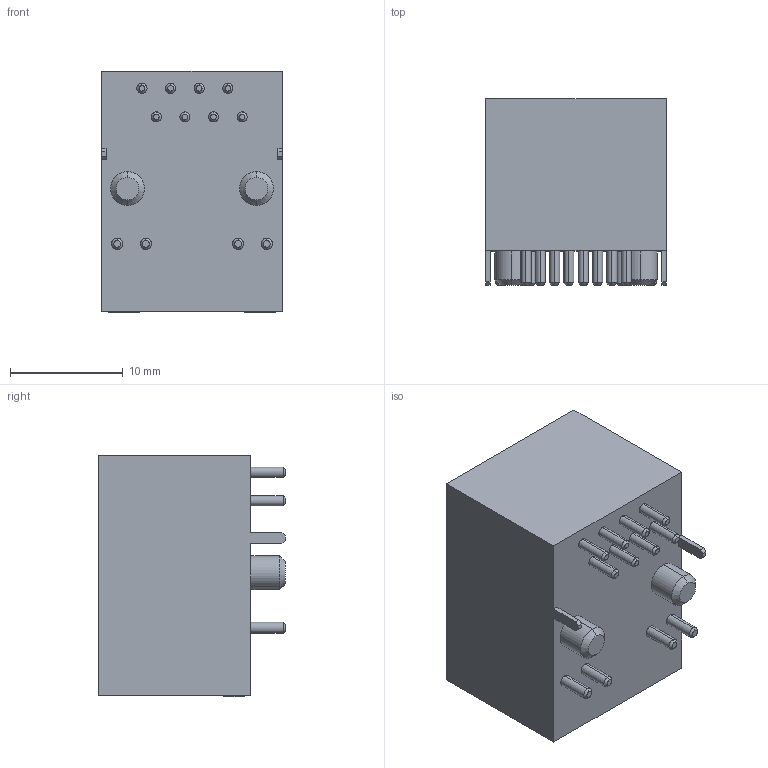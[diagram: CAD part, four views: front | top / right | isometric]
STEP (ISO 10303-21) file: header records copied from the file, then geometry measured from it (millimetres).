
FILE_DESCRIPTION (( 'STEP AP214' ), '1' );
FILE_NAME ('Hanrun_HR9111105A.STEP', '2019-04-06T15:01:48', ( '' ), ( '' ), 'SwSTEP 2.0', 'SolidWorks 2018', '' );
FILE_SCHEMA (( 'AUTOMOTIVE_DESIGN' ));
Length unit declared in the file: millimetre
Products named in the file (1): Hanrun_HR9111105A
Bounding box: 16.04 x 16.55 x 21.4 mm (x, y, z)
Volume: 2716.1 mm3; surface area: 2584.9 mm2
Topology: 1 solids, 1 shells, 111 faces, 248 edges, 156 vertices
Faces by surface type: plane 55, cone 28, cylinder 28
Entity records: 4119 total; most frequent: DIRECTION 556, CARTESIAN_POINT 516, ORIENTED_EDGE 496, EDGE_CURVE 248, AXIS2_PLACEMENT_3D 196, LINE 164, VECTOR 164, VERTEX_POINT 156
